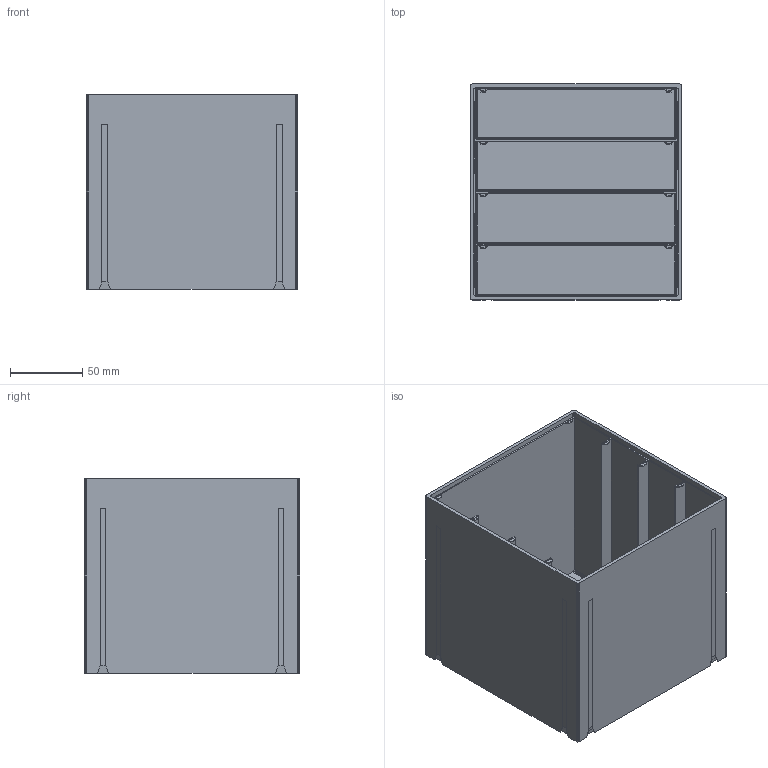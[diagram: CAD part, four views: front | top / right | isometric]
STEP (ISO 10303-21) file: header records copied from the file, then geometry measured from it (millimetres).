
FILE_DESCRIPTION(('FreeCAD Model'),'2;1');
FILE_NAME('BoxMiddleMiddleDblWideDblTallDblDeep.step','2019-09-23T14:53:05',('Author'),(''), 'Open CASCADE STEP processor 7.2','FreeCAD','Unknown');
FILE_SCHEMA(('AUTOMOTIVE_DESIGN { 1 0 10303 214 1 1 1 1 }'));
Length unit declared in the file: millimetre
Products named in the file (1): Solid
Bounding box: 146.12 x 149.28 x 134.4 mm (x, y, z)
Surface area: 217736.5 mm2 (no closed solid volume)
Topology: 0 solids, 1 shells, 820 faces, 1758 edges, 942 vertices
Faces by surface type: plane 820
Entity records: 43117 total; most frequent: CARTESIAN_POINT 7590, DIRECTION 6372, LINE 4730, VECTOR 4730, ORIENTED_EDGE 3516, PCURVE 3516, DEFINITIONAL_REPRESENTATION 3516, EDGE_CURVE 1762
